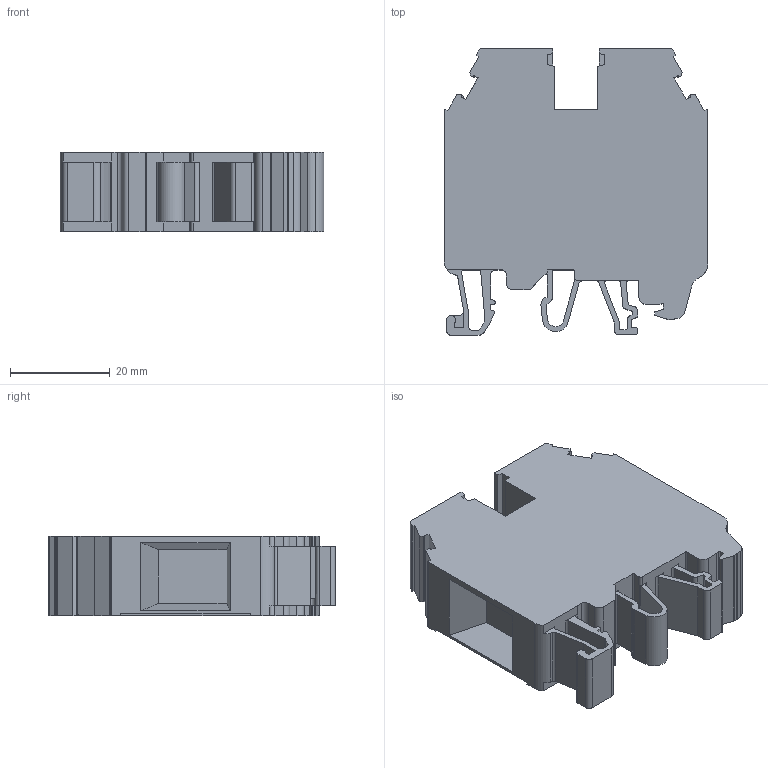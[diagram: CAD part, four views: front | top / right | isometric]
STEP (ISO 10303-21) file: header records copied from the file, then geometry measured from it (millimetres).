
FILE_DESCRIPTION (( 'STEP AP203' ), '1' );
FILE_NAME ('M35401-3B.stp', '2012-12-18T06:27:56', ( 'gurcan' ), ( 'Microsoft' ), 'SwSTEP 2.0', 'SolidWorks 2012', '' );
FILE_SCHEMA (( 'CONFIG_CONTROL_DESIGN' ));
Length unit declared in the file: millimetre
Products named in the file (1): M35401-3B
Bounding box: 52.8 x 57.38 x 16 mm (x, y, z)
Volume: 32737 mm3; surface area: 12935.7 mm2
Topology: 1 solids, 17 shells, 382 faces, 1039 edges, 691 vertices
Faces by surface type: plane 221, cylinder 134, cone 27
Entity records: 12173 total; most frequent: CARTESIAN_POINT 2147, DIRECTION 2114, ORIENTED_EDGE 2078, EDGE_CURVE 1039, LINE 710, VECTOR 710, AXIS2_PLACEMENT_3D 702, VERTEX_POINT 691
